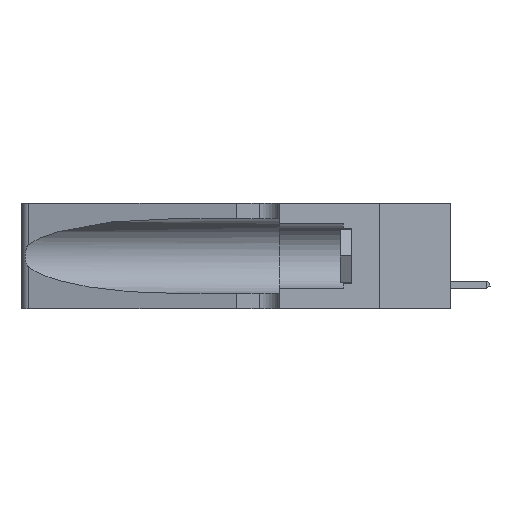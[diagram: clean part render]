
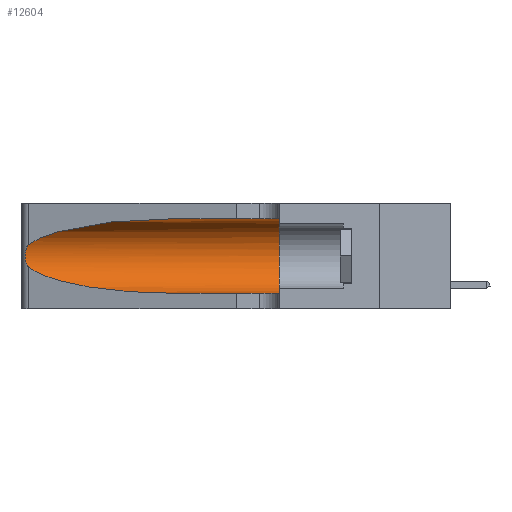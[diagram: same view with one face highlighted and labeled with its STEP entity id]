
A CAD part, left-side view. The second image highlights one B-rep face of the part: STEP entity #12604.
In plain terms, the highlighted cylindrical face has radius 3.308 mm (diameter 6.617 mm), a partial arc.
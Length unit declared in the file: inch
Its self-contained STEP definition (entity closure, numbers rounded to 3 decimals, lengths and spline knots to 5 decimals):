
#95 = CARTESIAN_POINT ( 'NONE',  ( 0.25487, 1.22718, 0.22369 ) ) ;
#106 = DIRECTION ( 'NONE',  ( 0., -1., 0. ) ) ;
#545 = AXIS2_PLACEMENT_3D ( 'NONE', #10883, #3367, #12546 ) ;
#837 = CARTESIAN_POINT ( 'NONE',  ( 0.25487, 1.22718, 0.14631 ) ) ;
#1646 = ORIENTED_EDGE ( 'NONE', *, *, #14706, .T. ) ;
#2015 = CARTESIAN_POINT ( 'NONE',  ( 0.26075, 1.23896, 0.178 ) ) ;
#2138 = CARTESIAN_POINT ( 'NONE',  ( 0.25639, 1.23184, 0.21858 ) ) ;
#2777 = ORIENTED_EDGE ( 'NONE', *, *, #10190, .T. ) ;
#2795 = DIRECTION ( 'NONE',  ( 0., -1., 0. ) ) ;
#2996 = DIRECTION ( 'NONE',  ( 0., -1., 0. ) ) ;
#3367 = DIRECTION ( 'NONE',  ( 0., 1., 0. ) ) ;
#3408 = CARTESIAN_POINT ( 'NONE',  ( 0.1305, 0.35, 0.05475 ) ) ;
#3945 = LINE ( 'NONE', #7048, #9680 ) ;
#4064 = ORIENTED_EDGE ( 'NONE', *, *, #15027, .T. ) ;
#4102 = EDGE_CURVE ( 'NONE', #14833, #16043, #3945, .T. ) ;
#4621 = CARTESIAN_POINT ( 'NONE',  ( 0.26018, 1.23835, 0.19895 ) ) ;
#4857 = CARTESIAN_POINT ( 'NONE',  ( 0.25639, 1.23186, 0.15144 ) ) ;
#5096 = CARTESIAN_POINT ( 'NONE',  ( 0.1305, 0.35, 0.31525 ) ) ;
#5217 = CARTESIAN_POINT ( 'NONE',  ( 0.1305, 0.72297, 0.05475 ) ) ;
#5261 = EDGE_CURVE ( 'NONE', #16043, #13313, #16664, .T. ) ;
#6060 = CARTESIAN_POINT ( 'NONE',  ( 0.25487, 1.22718, 0.14631 ) ) ;
#6176 = CARTESIAN_POINT ( 'NONE',  ( 0.26075, 1.23896, 0.19203 ) ) ;
#6313 = CARTESIAN_POINT ( 'NONE',  ( 0.1305, 1.61858, 0.185 ) ) ;
#6487 = EDGE_CURVE ( 'NONE', #11116, #11437, #15162, .T. ) ;
#6671 = CARTESIAN_POINT ( 'NONE',  ( 0.2373, 1.15595, 0.28018 ) ) ;
#6687 = DIRECTION ( 'NONE',  ( 0., 0., -1. ) ) ;
#7048 = CARTESIAN_POINT ( 'NONE',  ( 0.1305, 1.61858, 0.31525 ) ) ;
#7056 = B_SPLINE_CURVE_WITH_KNOTS ( 'NONE', 3,
 ( #9941, #16677, #2138, #7385, #9888, #4621, #6176, #2015, #8783, #12684, #13892, #4857, #15344, #6060 ),
 .UNSPECIFIED., .F., .F.,
 ( 4, 2, 2, 2, 2, 2, 4 ),
 ( 0., 0.00027, 0.00053, 0.00107, 0.0016, 0.00187, 0.00214 ),
 .UNSPECIFIED. ) ;
#7228 = ORIENTED_EDGE ( 'NONE', *, *, #4102, .F. ) ;
#7385 = CARTESIAN_POINT ( 'NONE',  ( 0.25787, 1.23484, 0.2124 ) ) ;
#7571 = ORIENTED_EDGE ( 'NONE', *, *, #5261, .F. ) ;
#7654 = CARTESIAN_POINT ( 'NONE',  ( 0.2373, 1.15595, 0.08982 ) ) ;
#8420 = LINE ( 'NONE', #14420, #13556 ) ;
#8783 = CARTESIAN_POINT ( 'NONE',  ( 0.26017, 1.23833, 0.17102 ) ) ;
#8955 = AXIS2_PLACEMENT_3D ( 'NONE', #6313, #106, #6687 ) ;
#9680 = VECTOR ( 'NONE', #2996, 39.37008 ) ;
#9888 = CARTESIAN_POINT ( 'NONE',  ( 0.25854, 1.2359, 0.20912 ) ) ;
#9941 = CARTESIAN_POINT ( 'NONE',  ( 0.25487, 1.22718, 0.22369 ) ) ;
#10190 = EDGE_CURVE ( 'NONE', #14833, #16465, #12612, .T. ) ;
#10663 = CARTESIAN_POINT ( 'NONE',  ( 0.1305, 0.72297, 0.31525 ) ) ;
#10883 = CARTESIAN_POINT ( 'NONE',  ( 0.1305, 0.35, 0.185 ) ) ;
#10894 = ORIENTED_EDGE ( 'NONE', *, *, #6487, .T. ) ;
#11116 = VERTEX_POINT ( 'NONE', #837 ) ;
#11437 = VERTEX_POINT ( 'NONE', #5217 ) ;
#12546 = DIRECTION ( 'NONE',  ( 0., 0., 1. ) ) ;
#12604 = ADVANCED_FACE ( 'NONE', ( #16310 ), #15494, .F. ) ;
#12612 =( BOUNDED_CURVE ( )  B_SPLINE_CURVE ( 3, ( #10663, #14627, #6671, #95 ),
 .UNSPECIFIED., .F., .T. ) 
 B_SPLINE_CURVE_WITH_KNOTS ( ( 4, 4 ),
 ( 1.5708, 2.84003 ),
 .UNSPECIFIED. ) 
 CURVE ( )  GEOMETRIC_REPRESENTATION_ITEM ( )  RATIONAL_B_SPLINE_CURVE ( ( 1., 0.87, 0.87, 1. ) ) 
 REPRESENTATION_ITEM ( '' )  );
#12684 = CARTESIAN_POINT ( 'NONE',  ( 0.25856, 1.23593, 0.16098 ) ) ;
#12951 = CARTESIAN_POINT ( 'NONE',  ( 0.18966, 0.96281, 0.05475 ) ) ;
#13313 = VERTEX_POINT ( 'NONE', #3408 ) ;
#13556 = VECTOR ( 'NONE', #2795, 39.37008 ) ;
#13892 = CARTESIAN_POINT ( 'NONE',  ( 0.25789, 1.23486, 0.15765 ) ) ;
#14416 = EDGE_LOOP ( 'NONE', ( #2777, #1646, #10894, #4064, #7571, #7228 ) ) ;
#14420 = CARTESIAN_POINT ( 'NONE',  ( 0.1305, 1.61858, 0.05475 ) ) ;
#14574 = CARTESIAN_POINT ( 'NONE',  ( 0.1305, 0.72297, 0.31525 ) ) ;
#14627 = CARTESIAN_POINT ( 'NONE',  ( 0.18966, 0.96281, 0.31525 ) ) ;
#14706 = EDGE_CURVE ( 'NONE', #16465, #11116, #7056, .T. ) ;
#14750 = CARTESIAN_POINT ( 'NONE',  ( 0.25487, 1.22718, 0.22369 ) ) ;
#14833 = VERTEX_POINT ( 'NONE', #14574 ) ;
#15027 = EDGE_CURVE ( 'NONE', #11437, #13313, #8420, .T. ) ;
#15162 =( BOUNDED_CURVE ( )  B_SPLINE_CURVE ( 3, ( #15518, #7654, #12951, #16836 ),
 .UNSPECIFIED., .F., .F. ) 
 B_SPLINE_CURVE_WITH_KNOTS ( ( 4, 4 ),
 ( 3.44316, 4.71239 ),
 .UNSPECIFIED. ) 
 CURVE ( )  GEOMETRIC_REPRESENTATION_ITEM ( )  RATIONAL_B_SPLINE_CURVE ( ( 1., 0.87, 0.87, 1. ) ) 
 REPRESENTATION_ITEM ( '' )  );
#15344 = CARTESIAN_POINT ( 'NONE',  ( 0.25555, 1.22993, 0.14849 ) ) ;
#15494 = CYLINDRICAL_SURFACE ( 'NONE', #8955, 0.13025 ) ;
#15518 = CARTESIAN_POINT ( 'NONE',  ( 0.25487, 1.22718, 0.14631 ) ) ;
#16043 = VERTEX_POINT ( 'NONE', #5096 ) ;
#16310 = FACE_OUTER_BOUND ( 'NONE', #14416, .T. ) ;
#16465 = VERTEX_POINT ( 'NONE', #14750 ) ;
#16664 = CIRCLE ( 'NONE', #545, 0.13025 ) ;
#16677 = CARTESIAN_POINT ( 'NONE',  ( 0.25555, 1.22994, 0.2215 ) ) ;
#16836 = CARTESIAN_POINT ( 'NONE',  ( 0.1305, 0.72297, 0.05475 ) ) ;
